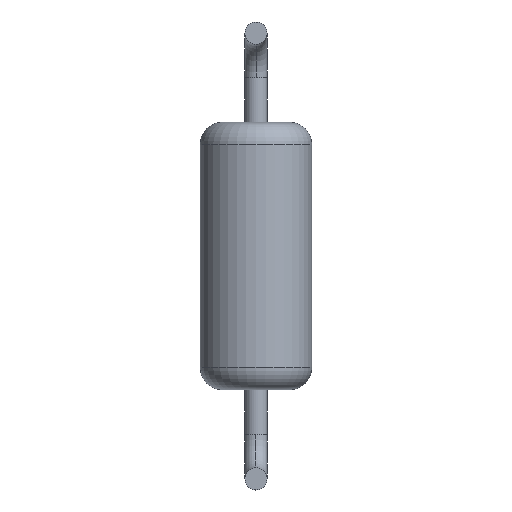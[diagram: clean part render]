
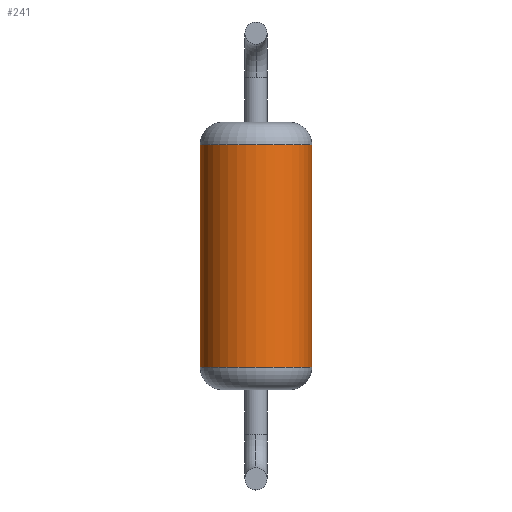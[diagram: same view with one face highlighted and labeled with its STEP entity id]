
A CAD part, front view. The second image highlights one B-rep face of the part: STEP entity #241.
In plain terms, the highlighted cylindrical face has radius 1.25 mm (diameter 2.5 mm), a partial arc.
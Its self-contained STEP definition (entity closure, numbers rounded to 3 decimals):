
#241 = ADVANCED_FACE ( 'NONE', ( #354 ), #360, .T. ) ;
#242 = ORIENTED_EDGE ( 'NONE', *, *, #278, .F. ) ;
#243 = ORIENTED_EDGE ( 'NONE', *, *, #244, .T. ) ;
#244 = EDGE_CURVE ( 'NONE', #285, #284, #361, .T. ) ;
#245 = ORIENTED_EDGE ( 'NONE', *, *, #281, .T. ) ;
#246 = ORIENTED_EDGE ( 'NONE', *, *, #247, .T. ) ;
#247 = EDGE_CURVE ( 'NONE', #257, #271, #432, .T. ) ;
#257 = VERTEX_POINT ( 'NONE', #421 ) ;
#271 = VERTEX_POINT ( 'NONE', #377 ) ;
#278 = EDGE_CURVE ( 'NONE', #285, #271, #443, .T. ) ;
#281 = EDGE_CURVE ( 'NONE', #284, #257, #437, .T. ) ;
#282 = EDGE_LOOP ( 'NONE', ( #242, #243, #245, #246 ) ) ;
#284 = VERTEX_POINT ( 'NONE', #440 ) ;
#285 = VERTEX_POINT ( 'NONE', #439 ) ;
#354 = FACE_OUTER_BOUND ( 'NONE', #282, .T. ) ;
#355 = DIRECTION ( 'NONE',  ( 0., 0., -1. ) ) ;
#356 = CARTESIAN_POINT ( 'NONE',  ( 0., 0., 3. ) ) ;
#357 = AXIS2_PLACEMENT_3D ( 'NONE', #435, #434, #433 ) ;
#358 = DIRECTION ( 'NONE',  ( -1., 0., 0. ) ) ;
#359 = AXIS2_PLACEMENT_3D ( 'NONE', #356, #355, #358 ) ;
#360 = CYLINDRICAL_SURFACE ( 'NONE', #359, 1.25 ) ;
#361 = CIRCLE ( 'NONE', #357, 1.25 ) ;
#377 = CARTESIAN_POINT ( 'NONE',  ( 1.25, 0., -2.5 ) ) ;
#421 = CARTESIAN_POINT ( 'NONE',  ( -1.25, 0., -2.5 ) ) ;
#428 = DIRECTION ( 'NONE',  ( 1., 0., 0. ) ) ;
#429 = DIRECTION ( 'NONE',  ( 0., 0., 1. ) ) ;
#430 = CARTESIAN_POINT ( 'NONE',  ( 0., 0., -2.5 ) ) ;
#431 = AXIS2_PLACEMENT_3D ( 'NONE', #430, #429, #428 ) ;
#432 = CIRCLE ( 'NONE', #431, 1.25 ) ;
#433 = DIRECTION ( 'NONE',  ( 1., 0., 0. ) ) ;
#434 = DIRECTION ( 'NONE',  ( 0., 0., -1. ) ) ;
#435 = CARTESIAN_POINT ( 'NONE',  ( 0., 0., 2.5 ) ) ;
#436 = CARTESIAN_POINT ( 'NONE',  ( -1.25, 0., 3. ) ) ;
#437 = LINE ( 'NONE', #436, #448 ) ;
#439 = CARTESIAN_POINT ( 'NONE',  ( 1.25, 0., 2.5 ) ) ;
#440 = CARTESIAN_POINT ( 'NONE',  ( -1.25, 0., 2.5 ) ) ;
#443 = LINE ( 'NONE', #451, #450 ) ;
#447 = DIRECTION ( 'NONE',  ( 0., 0., -1. ) ) ;
#448 = VECTOR ( 'NONE', #447, 1000. ) ;
#449 = DIRECTION ( 'NONE',  ( 0., 0., -1. ) ) ;
#450 = VECTOR ( 'NONE', #449, 1000. ) ;
#451 = CARTESIAN_POINT ( 'NONE',  ( 1.25, 0., 3. ) ) ;
